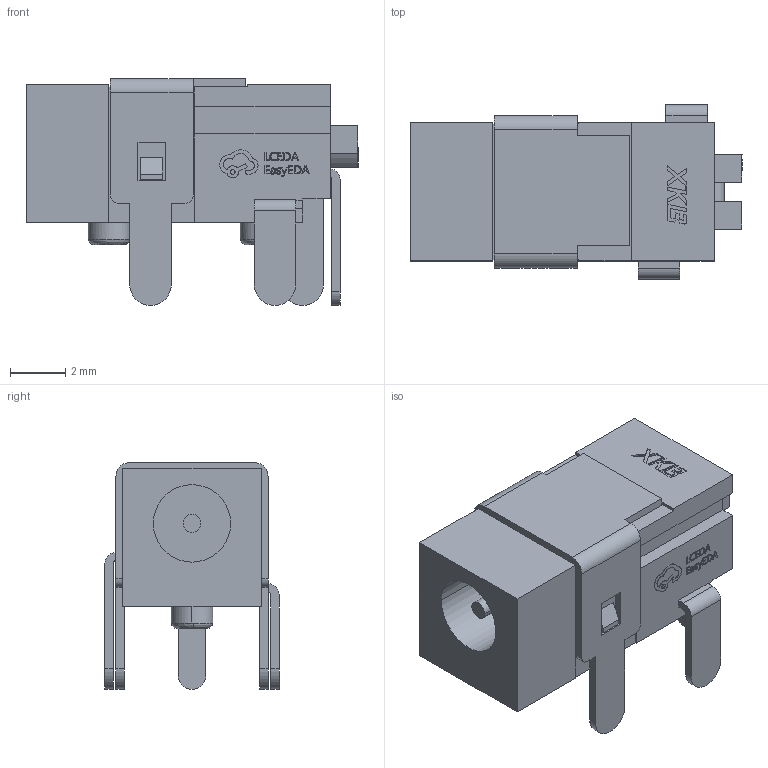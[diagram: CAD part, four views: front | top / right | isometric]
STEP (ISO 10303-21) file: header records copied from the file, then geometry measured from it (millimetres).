
FILE_DESCRIPTION (( 'STEP AP214' ), '1' );
FILE_NAME ('DC-IN-TH_DC-011A.step', '2022-06-21T13:43:18', ( '' ), ( '' ), 'SwSTEP 2.0', 'SolidWorks 2020', '' );
FILE_SCHEMA (( 'AUTOMOTIVE_DESIGN' ));
Length unit declared in the file: millimetre
Products named in the file (1): DC-IN-TH_DC-011A
Bounding box: 12 x 6.3 x 8.2 mm (x, y, z)
Volume: 249.6 mm3; surface area: 487.1 mm2
Topology: 1 solids, 1 shells, 484 faces, 1334 edges, 888 vertices
Faces by surface type: plane 337, bspline 116, cylinder 31
Entity records: 21271 total; most frequent: CARTESIAN_POINT 4943, ORIENTED_EDGE 2668, DIRECTION 1906, EDGE_CURVE 1334, VECTOR 1028, LINE 1028, VERTEX_POINT 888, EDGE_LOOP 520
